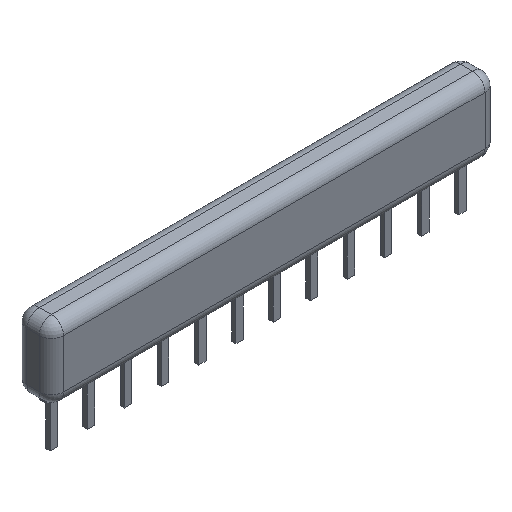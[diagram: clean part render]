
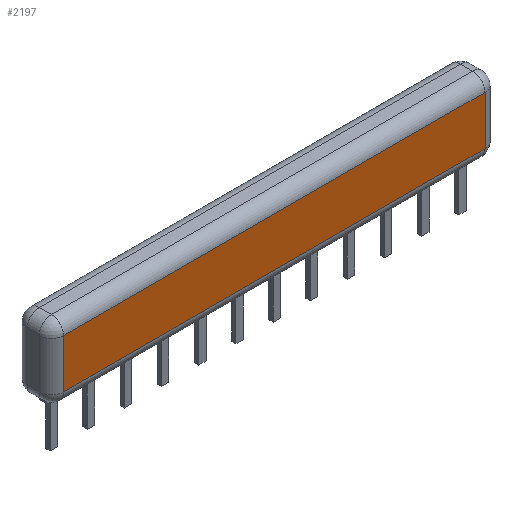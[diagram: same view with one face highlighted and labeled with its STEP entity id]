
A CAD part, isometric view. The second image highlights one B-rep face of the part: STEP entity #2197.
In plain terms, the highlighted planar face has unit normal (0, -1, 0).
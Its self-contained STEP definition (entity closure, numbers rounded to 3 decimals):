
#936 = VERTEX_POINT('',#937);
#937 = CARTESIAN_POINT('',(-0.437,-1.25,1.133));
#944 = EDGE_CURVE('',#936,#945,#947,.T.);
#945 = VERTEX_POINT('',#946);
#946 = CARTESIAN_POINT('',(28.377,-1.25,1.133));
#947 = LINE('',#948,#949);
#948 = CARTESIAN_POINT('',(-1.27,-1.25,1.133));
#949 = VECTOR('',#950,1.);
#950 = DIRECTION('',(1.,0.,0.));
#2197 = ADVANCED_FACE('',(#2198),#2223,.F.);
#2198 = FACE_BOUND('',#2199,.F.);
#2199 = EDGE_LOOP('',(#2200,#2208,#2209,#2217));
#2200 = ORIENTED_EDGE('',*,*,#2201,.T.);
#2201 = EDGE_CURVE('',#2202,#945,#2204,.T.);
#2202 = VERTEX_POINT('',#2203);
#2203 = CARTESIAN_POINT('',(28.377,-1.25,4.467));
#2204 = LINE('',#2205,#2206);
#2205 = CARTESIAN_POINT('',(28.377,-1.25,5.3));
#2206 = VECTOR('',#2207,1.);
#2207 = DIRECTION('',(0.,0.,-1.));
#2208 = ORIENTED_EDGE('',*,*,#944,.F.);
#2209 = ORIENTED_EDGE('',*,*,#2210,.F.);
#2210 = EDGE_CURVE('',#2211,#936,#2213,.T.);
#2211 = VERTEX_POINT('',#2212);
#2212 = CARTESIAN_POINT('',(-0.437,-1.25,4.467));
#2213 = LINE('',#2214,#2215);
#2214 = CARTESIAN_POINT('',(-0.437,-1.25,5.3));
#2215 = VECTOR('',#2216,1.);
#2216 = DIRECTION('',(0.,0.,-1.));
#2217 = ORIENTED_EDGE('',*,*,#2218,.T.);
#2218 = EDGE_CURVE('',#2211,#2202,#2219,.T.);
#2219 = LINE('',#2220,#2221);
#2220 = CARTESIAN_POINT('',(-1.27,-1.25,4.467));
#2221 = VECTOR('',#2222,1.);
#2222 = DIRECTION('',(1.,0.,0.));
#2223 = PLANE('',#2224);
#2224 = AXIS2_PLACEMENT_3D('',#2225,#2226,#2227);
#2225 = CARTESIAN_POINT('',(-1.27,-1.25,5.3));
#2226 = DIRECTION('',(0.,1.,0.));
#2227 = DIRECTION('',(0.,0.,-1.));
